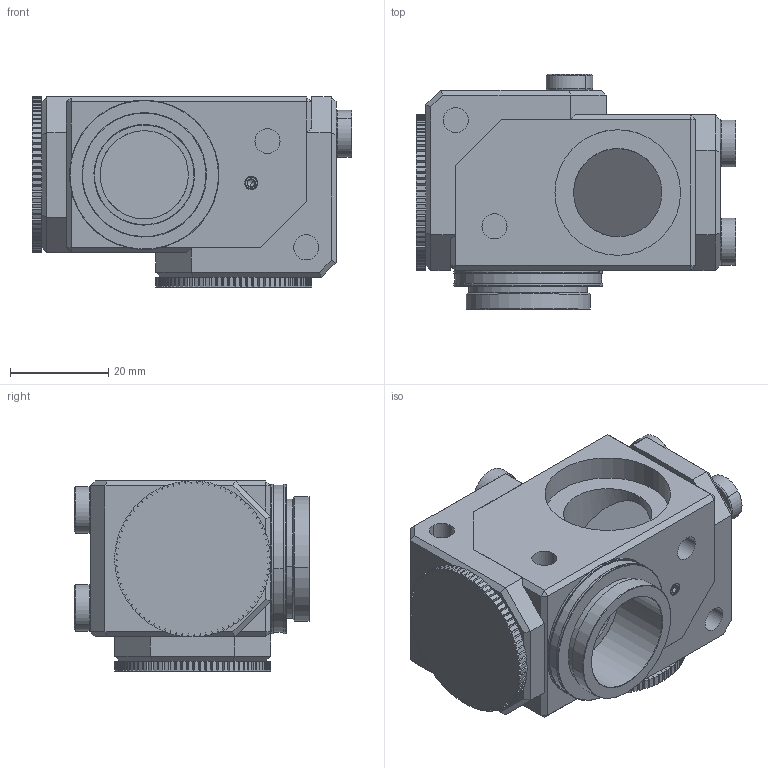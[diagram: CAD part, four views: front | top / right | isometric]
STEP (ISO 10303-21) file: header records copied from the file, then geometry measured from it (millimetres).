
FILE_DESCRIPTION (( 'STEP AP203' ), '1' );
FILE_NAME ('PPBS.STEP', '2017-06-14T23:17:58', ( '' ), ( '' ), 'SwSTEP 2.0', 'SolidWorks 2017', '' );
FILE_SCHEMA (( 'CONFIG_CONTROL_DESIGN' ));
Length unit declared in the file: millimetre
Products named in the file (8): Wedge Set Screw; Mount-PPBS; Mount Fastener; Adapter-CM(M)-SM1(M); PPBS; Body-PPBS; Wedge-UV-FS; Cap-PPBS
Assembly tree (14 placements, depth 2):
  PPBS
    Body-PPBS
    Mount-PPBS  x2
    Cap-PPBS  x2
    Wedge-UV-FS  x2
    Mount Fastener  x4
    Wedge Set Screw  x2
    Adapter-CM(M)-SM1(M)
Bounding box: 65.23 x 47.93 x 38.75 mm (x, y, z)
Volume: 52326.8 mm3; surface area: 32496.4 mm2
Topology: 14 solids, 14 shells, 1243 faces, 3107 edges, 1916 vertices
Faces by surface type: plane 544, cylinder 441, cone 235, bspline 15, torus 8
Entity records: 22341 total; most frequent: CARTESIAN_POINT 7160, ORIENTED_EDGE 3020, DIRECTION 2911, EDGE_CURVE 1510, AXIS2_PLACEMENT_3D 995, VERTEX_POINT 948, LINE 921, VECTOR 921
